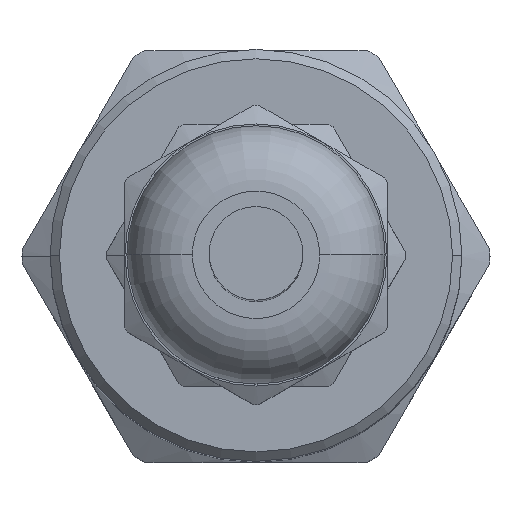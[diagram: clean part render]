
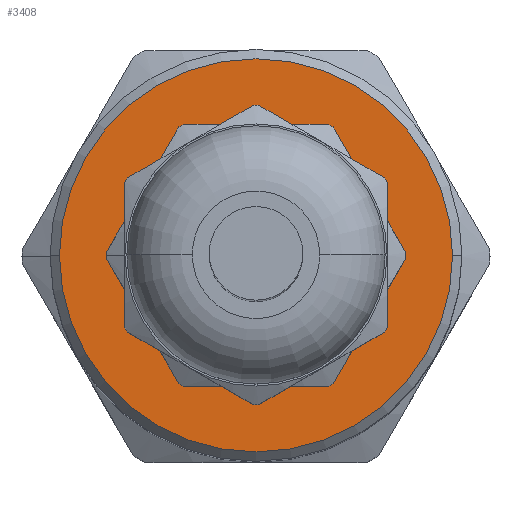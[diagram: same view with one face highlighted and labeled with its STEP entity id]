
A CAD part, top view. The second image highlights one B-rep face of the part: STEP entity #3408.
In plain terms, the highlighted face is planar.
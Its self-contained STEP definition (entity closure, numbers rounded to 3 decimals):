
#338 = ORIENTED_EDGE ( 'NONE', *, *, #2017, .T. ) ;
#1317 = AXIS2_PLACEMENT_3D ( 'NONE', #7915, #2964, #1669 ) ;
#1571 = CARTESIAN_POINT ( 'NONE',  ( -10.5, 1.5, 0. ) ) ;
#1669 = DIRECTION ( 'NONE',  ( 0., 0., 1. ) ) ;
#1778 = AXIS2_PLACEMENT_3D ( 'NONE', #7502, #3449, #6256 ) ;
#1888 = AXIS2_PLACEMENT_3D ( 'NONE', #4554, #2374, #5798 ) ;
#1925 = EDGE_LOOP ( 'NONE', ( #338, #8258 ) ) ;
#2017 = EDGE_CURVE ( 'NONE', #4804, #5677, #5859, .T. ) ;
#2140 = DIRECTION ( 'NONE',  ( 0., 0., 1. ) ) ;
#2209 = ORIENTED_EDGE ( 'NONE', *, *, #6181, .T. ) ;
#2374 = DIRECTION ( 'NONE',  ( 0., 1., 0. ) ) ;
#2562 = EDGE_CURVE ( 'NONE', #7144, #4188, #8345, .T. ) ;
#2929 = AXIS2_PLACEMENT_3D ( 'NONE', #8536, #6433, #2140 ) ;
#2964 = DIRECTION ( 'NONE',  ( 0., -1., 0. ) ) ;
#3408 = ADVANCED_FACE ( 'NONE', ( #5814, #5069 ), #8599, .T. ) ;
#3449 = DIRECTION ( 'NONE',  ( 0., 1., 0. ) ) ;
#3475 = CARTESIAN_POINT ( 'NONE',  ( 0., 1.5, -6. ) ) ;
#3686 = EDGE_CURVE ( 'NONE', #5677, #4804, #7190, .T. ) ;
#3852 = ORIENTED_EDGE ( 'NONE', *, *, #2562, .T. ) ;
#4188 = VERTEX_POINT ( 'NONE', #7567 ) ;
#4435 = DIRECTION ( 'NONE',  ( 0., 1., 0. ) ) ;
#4553 = AXIS2_PLACEMENT_3D ( 'NONE', #6457, #4435, #5772 ) ;
#4554 = CARTESIAN_POINT ( 'NONE',  ( 0., 1.5, 0. ) ) ;
#4804 = VERTEX_POINT ( 'NONE', #8757 ) ;
#5069 = FACE_OUTER_BOUND ( 'NONE', #8721, .T. ) ;
#5677 = VERTEX_POINT ( 'NONE', #3475 ) ;
#5772 = DIRECTION ( 'NONE',  ( 0., 0., 1. ) ) ;
#5798 = DIRECTION ( 'NONE',  ( 1., 0., 0. ) ) ;
#5814 = FACE_BOUND ( 'NONE', #1925, .T. ) ;
#5859 = CIRCLE ( 'NONE', #1317, 6. ) ;
#6181 = EDGE_CURVE ( 'NONE', #4188, #7144, #7793, .T. ) ;
#6256 = DIRECTION ( 'NONE',  ( 1., 0., 0. ) ) ;
#6433 = DIRECTION ( 'NONE',  ( 0., -1., 0. ) ) ;
#6457 = CARTESIAN_POINT ( 'NONE',  ( 0., 1.5, 0. ) ) ;
#7144 = VERTEX_POINT ( 'NONE', #1571 ) ;
#7190 = CIRCLE ( 'NONE', #2929, 6. ) ;
#7502 = CARTESIAN_POINT ( 'NONE',  ( 0., 1.5, 0. ) ) ;
#7567 = CARTESIAN_POINT ( 'NONE',  ( 10.5, 1.5, 0. ) ) ;
#7793 = CIRCLE ( 'NONE', #1778, 10.5 ) ;
#7915 = CARTESIAN_POINT ( 'NONE',  ( 0., 1.5, 0. ) ) ;
#8258 = ORIENTED_EDGE ( 'NONE', *, *, #3686, .T. ) ;
#8345 = CIRCLE ( 'NONE', #1888, 10.5 ) ;
#8536 = CARTESIAN_POINT ( 'NONE',  ( 0., 1.5, 0. ) ) ;
#8599 = PLANE ( 'NONE',  #4553 ) ;
#8721 = EDGE_LOOP ( 'NONE', ( #2209, #3852 ) ) ;
#8757 = CARTESIAN_POINT ( 'NONE',  ( 0., 1.5, 6. ) ) ;
